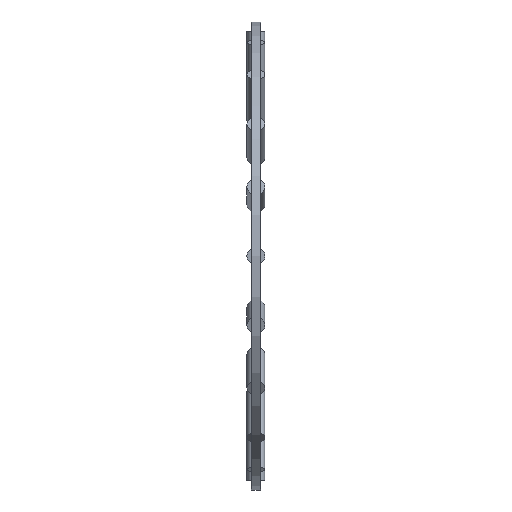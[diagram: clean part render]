
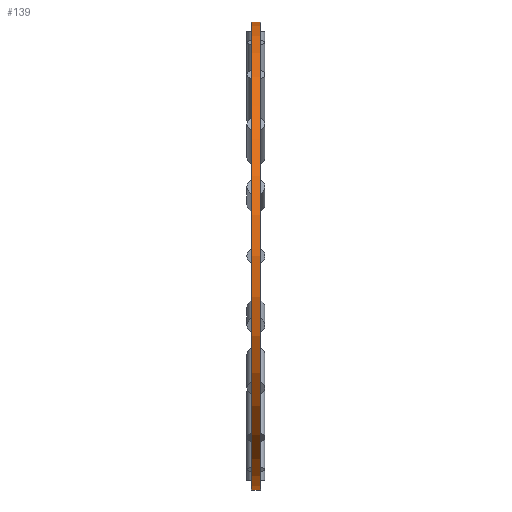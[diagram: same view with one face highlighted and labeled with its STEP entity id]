
A CAD part, left-side view. The second image highlights one B-rep face of the part: STEP entity #139.
In plain terms, the highlighted cylindrical face has radius 26 mm (diameter 52 mm), a partial arc.
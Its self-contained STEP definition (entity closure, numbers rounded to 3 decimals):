
#136 = AXIS2_PLACEMENT_3D ( 'NONE', #760, #4660, #5487 ) ;
#139 = ADVANCED_FACE ( 'NONE', ( #2926 ), #5028, .T. ) ;
#425 = ORIENTED_EDGE ( 'NONE', *, *, #3613, .F. ) ;
#442 = CARTESIAN_POINT ( 'NONE',  ( 0., 0.48, -26. ) ) ;
#627 = EDGE_LOOP ( 'NONE', ( #425, #5455, #1932, #4358 ) ) ;
#633 = VECTOR ( 'NONE', #4203, 1000. ) ;
#760 = CARTESIAN_POINT ( 'NONE',  ( 0., -1., 0. ) ) ;
#787 = CARTESIAN_POINT ( 'NONE',  ( 0., -1., 26. ) ) ;
#845 = CARTESIAN_POINT ( 'NONE',  ( 0., -0.48, 26. ) ) ;
#859 = CARTESIAN_POINT ( 'NONE',  ( 0., -0.48, 0. ) ) ;
#927 = EDGE_CURVE ( 'NONE', #5215, #3787, #4945, .T. ) ;
#1628 = LINE ( 'NONE', #787, #633 ) ;
#1889 = EDGE_CURVE ( 'NONE', #2683, #5406, #3749, .T. ) ;
#1932 = ORIENTED_EDGE ( 'NONE', *, *, #2843, .T. ) ;
#2294 = VECTOR ( 'NONE', #3938, 1000. ) ;
#2648 = AXIS2_PLACEMENT_3D ( 'NONE', #859, #3745, #5211 ) ;
#2683 = VERTEX_POINT ( 'NONE', #4967 ) ;
#2843 = EDGE_CURVE ( 'NONE', #3787, #2683, #5656, .T. ) ;
#2926 = FACE_OUTER_BOUND ( 'NONE', #627, .T. ) ;
#3039 = CARTESIAN_POINT ( 'NONE',  ( 0., -1., -26. ) ) ;
#3082 = DIRECTION ( 'NONE',  ( 0., -1., 0. ) ) ;
#3613 = EDGE_CURVE ( 'NONE', #5215, #5406, #1628, .T. ) ;
#3745 = DIRECTION ( 'NONE',  ( 0., 1., 0. ) ) ;
#3749 = CIRCLE ( 'NONE', #2648, 26. ) ;
#3787 = VERTEX_POINT ( 'NONE', #442 ) ;
#3938 = DIRECTION ( 'NONE',  ( 0., -1., 0. ) ) ;
#4203 = DIRECTION ( 'NONE',  ( 0., -1., 0. ) ) ;
#4358 = ORIENTED_EDGE ( 'NONE', *, *, #1889, .T. ) ;
#4660 = DIRECTION ( 'NONE',  ( 0., -1., 0. ) ) ;
#4860 = AXIS2_PLACEMENT_3D ( 'NONE', #5621, #3082, #5213 ) ;
#4945 = CIRCLE ( 'NONE', #4860, 26. ) ;
#4967 = CARTESIAN_POINT ( 'NONE',  ( 0., -0.48, -26. ) ) ;
#5023 = CARTESIAN_POINT ( 'NONE',  ( 0., 0.48, 26. ) ) ;
#5028 = CYLINDRICAL_SURFACE ( 'NONE', #136, 26. ) ;
#5211 = DIRECTION ( 'NONE',  ( 0., 0., 1. ) ) ;
#5213 = DIRECTION ( 'NONE',  ( 0., 0., -1. ) ) ;
#5215 = VERTEX_POINT ( 'NONE', #5023 ) ;
#5406 = VERTEX_POINT ( 'NONE', #845 ) ;
#5455 = ORIENTED_EDGE ( 'NONE', *, *, #927, .T. ) ;
#5487 = DIRECTION ( 'NONE',  ( 0., 0., -1. ) ) ;
#5621 = CARTESIAN_POINT ( 'NONE',  ( 0., 0.48, 0. ) ) ;
#5656 = LINE ( 'NONE', #3039, #2294 ) ;
